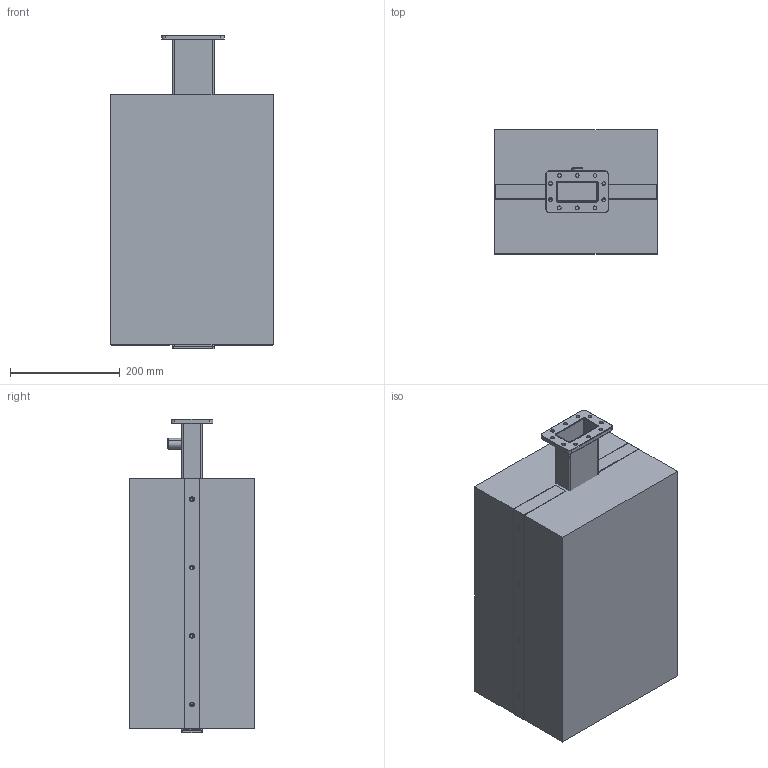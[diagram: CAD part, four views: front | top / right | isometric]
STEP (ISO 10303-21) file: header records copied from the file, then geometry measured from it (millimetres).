
FILE_DESCRIPTION (( 'STEP AP203' ), '1' );
FILE_NAME ('006322.STEP', '2021-09-20T14:38:36', ( '' ), ( '' ), 'SwSTEP 2.0', 'SolidWorks 2019', '' );
FILE_SCHEMA (( 'CONFIG_CONTROL_DESIGN' ));
Length unit declared in the file: millimetre
Products named in the file (1): 006322
Bounding box: 296.02 x 227.1 x 573 mm (x, y, z)
Surface area: 924570.1 mm2 (no closed solid volume)
Topology: 0 solids, 9 shells, 408 faces, 1150 edges, 726 vertices
Faces by surface type: cylinder 231, cone 68, plane 51, torus 40, bspline 18
Entity records: 21532 total; most frequent: CARTESIAN_POINT 12068, DIRECTION 1904, ORIENTED_EDGE 1899, EDGE_CURVE 1134, VERTEX_POINT 726, AXIS2_PLACEMENT_3D 704, LINE 496, VECTOR 496
